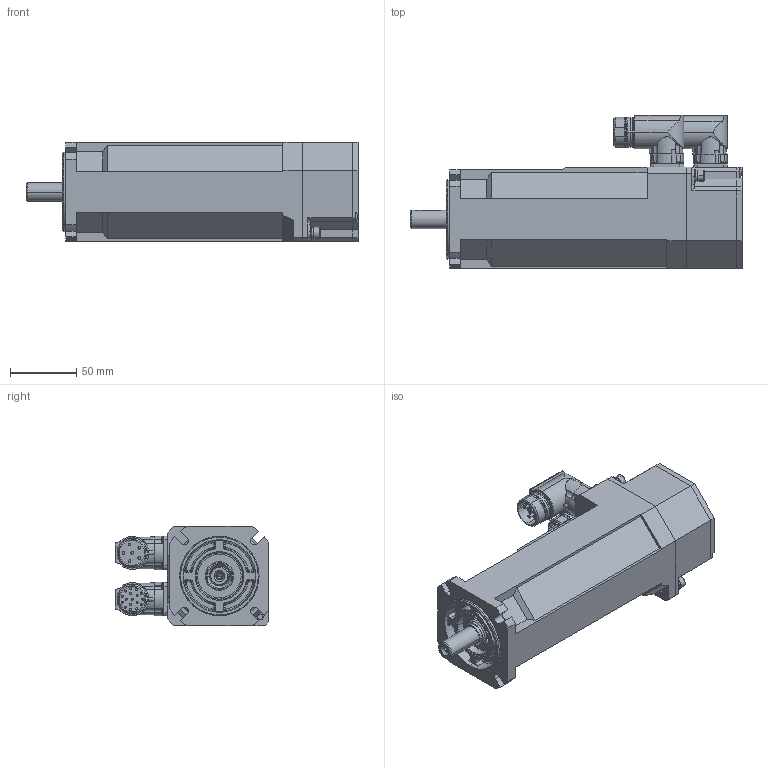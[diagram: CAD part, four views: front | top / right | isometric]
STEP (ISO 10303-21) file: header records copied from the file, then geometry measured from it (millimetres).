
FILE_DESCRIPTION((''),'2;1');
FILE_NAME('50866N-0_SW0001','2016-06-04T',('zhangyanli'),(''),'PRO/ENGINEER BY PARAMETRIC TECHNOLOGY CORPORATION, 2010430','PRO/ENGINEER BY PARAMETRIC TECHNOLOGY CORPORATION, 2010430','');
FILE_SCHEMA(('CONFIG_CONTROL_DESIGN'));
Length unit declared in the file: millimetre
Products named in the file (1): 50866N-0_SW0001
Bounding box: 251.4 x 116.5 x 75 mm (x, y, z)
Surface area: 92323 mm2 (no closed solid volume)
Topology: 0 solids, 33 shells, 536 faces, 1610 edges, 1103 vertices
Faces by surface type: cylinder 226, plane 209, cone 40, bspline 29, sphere 22, torus 10
Entity records: 19858 total; most frequent: CARTESIAN_POINT 5273, DIRECTION 3201, ORIENTED_EDGE 2789, EDGE_CURVE 1608, AXIS2_PLACEMENT_3D 1244, VERTEX_POINT 1103, CIRCLE 737, VECTOR 713
